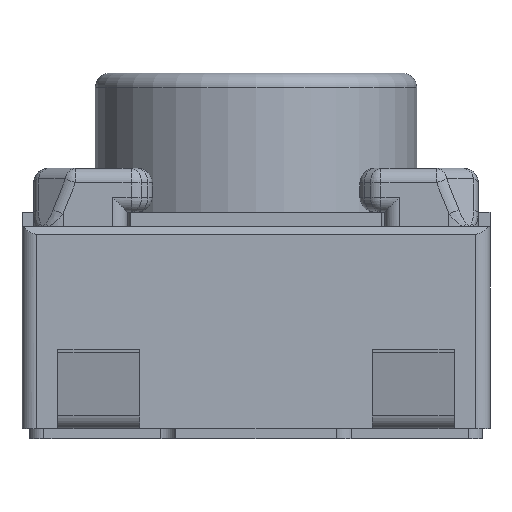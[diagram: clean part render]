
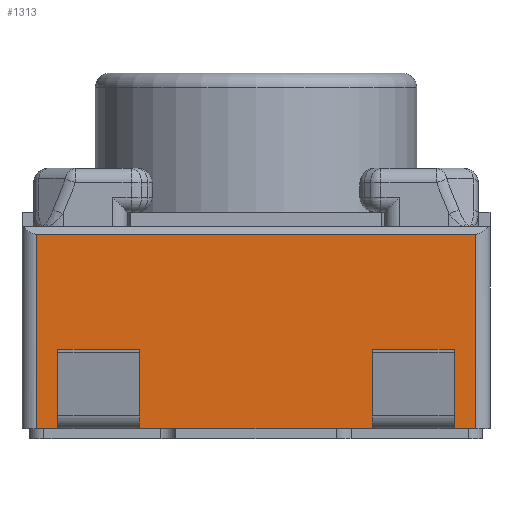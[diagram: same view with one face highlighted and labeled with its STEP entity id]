
A CAD part, left-side view. The second image highlights one B-rep face of the part: STEP entity #1313.
In plain terms, the highlighted planar face has unit normal (-1, 0, 0).
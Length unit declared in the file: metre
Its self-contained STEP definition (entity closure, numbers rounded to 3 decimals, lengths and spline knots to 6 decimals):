
#1165 = EDGE_CURVE( '', #3341, #3342, #3343, .T. );
#1313 = ADVANCED_FACE( '', ( #3597 ), #3598, .F. );
#1489 = EDGE_CURVE( '', #3431, #3882, #3883, .T. );
#1639 = EDGE_CURVE( '', #4110, #4111, #4112, .T. );
#1655 = EDGE_CURVE( '', #4134, #3342, #4135, .T. );
#1837 = EDGE_CURVE( '', #3970, #4390, #4391, .T. );
#2035 = EDGE_CURVE( '', #3438, #4658, #4659, .T. );
#2291 = EDGE_CURVE( '', #3431, #4981, #4982, .T. );
#2419 = EDGE_CURVE( '', #4134, #4110, #5136, .T. );
#2501 = EDGE_CURVE( '', #3341, #3882, #5227, .T. );
#2921 = EDGE_CURVE( '', #3438, #4390, #5722, .T. );
#3031 = EDGE_CURVE( '', #3970, #4981, #5850, .T. );
#3123 = EDGE_CURVE( '', #4111, #4658, #5955, .T. );
#3341 = VERTEX_POINT( '', #6232 );
#3342 = VERTEX_POINT( '', #6233 );
#3343 = LINE( '', #6234, #6235 );
#3431 = VERTEX_POINT( '', #6376 );
#3438 = VERTEX_POINT( '', #6386 );
#3597 = FACE_OUTER_BOUND( '', #6632, .T. );
#3598 = PLANE( '', #6633 );
#3882 = VERTEX_POINT( '', #7056 );
#3883 = LINE( '', #7057, #7058 );
#3970 = VERTEX_POINT( '', #7193 );
#4110 = VERTEX_POINT( '', #7392 );
#4111 = VERTEX_POINT( '', #7393 );
#4112 = LINE( '', #7394, #7395 );
#4134 = VERTEX_POINT( '', #7429 );
#4135 = LINE( '', #7430, #7431 );
#4390 = VERTEX_POINT( '', #7815 );
#4391 = LINE( '', #7816, #7817 );
#4658 = VERTEX_POINT( '', #8261 );
#4659 = LINE( '', #8262, #8263 );
#4981 = VERTEX_POINT( '', #8783 );
#4982 = LINE( '', #8784, #8785 );
#5136 = LINE( '', #9033, #9034 );
#5227 = LINE( '', #9211, #9212 );
#5722 = LINE( '', #9987, #9988 );
#5850 = LINE( '', #10180, #10181 );
#5955 = LINE( '', #10383, #10384 );
#6232 = CARTESIAN_POINT( '', ( -0.0021, 0.001355, 0.00007 ) );
#6233 = CARTESIAN_POINT( '', ( -0.0021, 0.0015, 0.00007 ) );
#6234 = CARTESIAN_POINT( '', ( -0.0021, 0., 0.00007 ) );
#6235 = VECTOR( '', #10589, 1. );
#6376 = CARTESIAN_POINT( '', ( -0.0021, 0.000795, 0.00017 ) );
#6386 = CARTESIAN_POINT( '', ( -0.0021, -0.001355, 0.00017 ) );
#6632 = EDGE_LOOP( '', ( #10830, #10831, #10832, #10833, #10834, #10835, #10836, #10837, #10838, #10839, #10840, #10841 ) );
#6633 = AXIS2_PLACEMENT_3D( '', #10842, #10843, #10844 );
#7056 = CARTESIAN_POINT( '', ( -0.0021, 0.001355, 0.00017 ) );
#7057 = CARTESIAN_POINT( '', ( -0.0021, 0.000844, 0.00017 ) );
#7058 = VECTOR( '', #11189, 1. );
#7193 = CARTESIAN_POINT( '', ( -0.0021, -0.000795, 0.00007 ) );
#7392 = CARTESIAN_POINT( '', ( -0.0021, -0.0015, 0.0014 ) );
#7393 = CARTESIAN_POINT( '', ( -0.0021, -0.0015, 0.00007 ) );
#7394 = CARTESIAN_POINT( '', ( -0.0021, -0.0015, 0.00145 ) );
#7395 = VECTOR( '', #11451, 1. );
#7429 = CARTESIAN_POINT( '', ( -0.0021, 0.0015, 0.0014 ) );
#7430 = CARTESIAN_POINT( '', ( -0.0021, 0.0015, 0.00145 ) );
#7431 = VECTOR( '', #11468, 1. );
#7815 = CARTESIAN_POINT( '', ( -0.0021, -0.000795, 0.00017 ) );
#7816 = CARTESIAN_POINT( '', ( -0.0021, -0.000795, 0.00017 ) );
#7817 = VECTOR( '', #11854, 1. );
#8261 = CARTESIAN_POINT( '', ( -0.0021, -0.001355, 0.00007 ) );
#8262 = CARTESIAN_POINT( '', ( -0.0021, -0.001355, 0.00017 ) );
#8263 = VECTOR( '', #12195, 1. );
#8783 = CARTESIAN_POINT( '', ( -0.0021, 0.000795, 0.00007 ) );
#8784 = CARTESIAN_POINT( '', ( -0.0021, 0.000795, 0.00017 ) );
#8785 = VECTOR( '', #12682, 1. );
#9033 = CARTESIAN_POINT( '', ( -0.0021, 0., 0.0014 ) );
#9034 = VECTOR( '', #12898, 1. );
#9211 = CARTESIAN_POINT( '', ( -0.0021, 0.001355, 0.00017 ) );
#9212 = VECTOR( '', #12995, 1. );
#9987 = CARTESIAN_POINT( '', ( -0.0021, 0.0001, 0.00017 ) );
#9988 = VECTOR( '', #13845, 1. );
#10180 = CARTESIAN_POINT( '', ( -0.0021, 0., 0.00007 ) );
#10181 = VECTOR( '', #14077, 1. );
#10383 = CARTESIAN_POINT( '', ( -0.0021, 0., 0.00007 ) );
#10384 = VECTOR( '', #14235, 1. );
#10589 = DIRECTION( '', ( 0., 1., 0. ) );
#10830 = ORIENTED_EDGE( '', *, *, #2921, .F. );
#10831 = ORIENTED_EDGE( '', *, *, #2035, .T. );
#10832 = ORIENTED_EDGE( '', *, *, #3123, .F. );
#10833 = ORIENTED_EDGE( '', *, *, #1639, .F. );
#10834 = ORIENTED_EDGE( '', *, *, #2419, .F. );
#10835 = ORIENTED_EDGE( '', *, *, #1655, .T. );
#10836 = ORIENTED_EDGE( '', *, *, #1165, .F. );
#10837 = ORIENTED_EDGE( '', *, *, #2501, .T. );
#10838 = ORIENTED_EDGE( '', *, *, #1489, .F. );
#10839 = ORIENTED_EDGE( '', *, *, #2291, .T. );
#10840 = ORIENTED_EDGE( '', *, *, #3031, .F. );
#10841 = ORIENTED_EDGE( '', *, *, #1837, .T. );
#10842 = CARTESIAN_POINT( '', ( -0.0021, 0., 0.00145 ) );
#10843 = DIRECTION( '', ( 1., 0., 0. ) );
#10844 = DIRECTION( '', ( 0., 1., 0. ) );
#11189 = DIRECTION( '', ( 0., 1., 0. ) );
#11451 = DIRECTION( '', ( 0., 0., -1. ) );
#11468 = DIRECTION( '', ( 0., 0., -1. ) );
#11854 = DIRECTION( '', ( 0., 0., 1. ) );
#12195 = DIRECTION( '', ( 0., 0., -1. ) );
#12682 = DIRECTION( '', ( 0., 0., -1. ) );
#12898 = DIRECTION( '', ( 0., -1., 0. ) );
#12995 = DIRECTION( '', ( 0., 0., 1. ) );
#13845 = DIRECTION( '', ( 0., 1., 0. ) );
#14077 = DIRECTION( '', ( 0., 1., 0. ) );
#14235 = DIRECTION( '', ( 0., 1., 0. ) );
